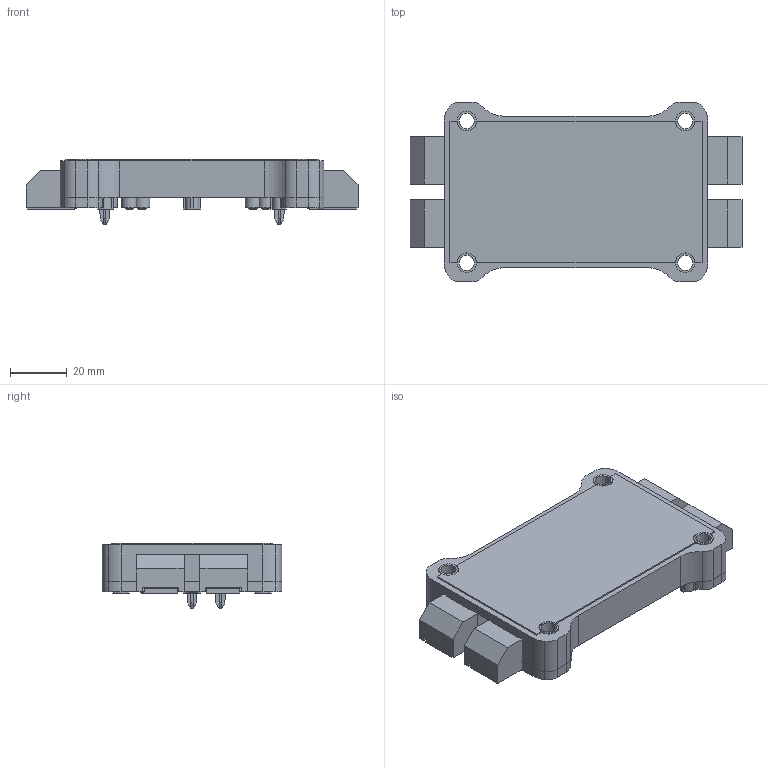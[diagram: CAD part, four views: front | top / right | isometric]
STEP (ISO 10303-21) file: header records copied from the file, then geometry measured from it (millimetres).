
FILE_DESCRIPTION((''),'2;1');
FILE_NAME('SEMIKRON_SEMIX 2S.stp','2013-01-23T16:47:22',(''),(''),'Mechanical Desktop 2011','Mechanical Desktop 2011',', , ');
FILE_SCHEMA(('AUTOMOTIVE_DESIGN { 1 2 10303 214 1 1 1 1 }'));
Length unit declared in the file: millimetre
Products named in the file (1): Product
Bounding box: 117 x 63.4 x 23 mm (x, y, z)
Volume: 80252.7 mm3; surface area: 41866 mm2
Topology: 59 solids, 59 shells, 578 faces, 1334 edges, 886 vertices
Faces by surface type: plane 271, cylinder 209, bspline 88, cone 10
Entity records: 16826 total; most frequent: CARTESIAN_POINT 3301, DIRECTION 2778, ORIENTED_EDGE 2668, EDGE_CURVE 1334, AXIS2_PLACEMENT_3D 953, VERTEX_POINT 886, VECTOR 872, LINE 872
